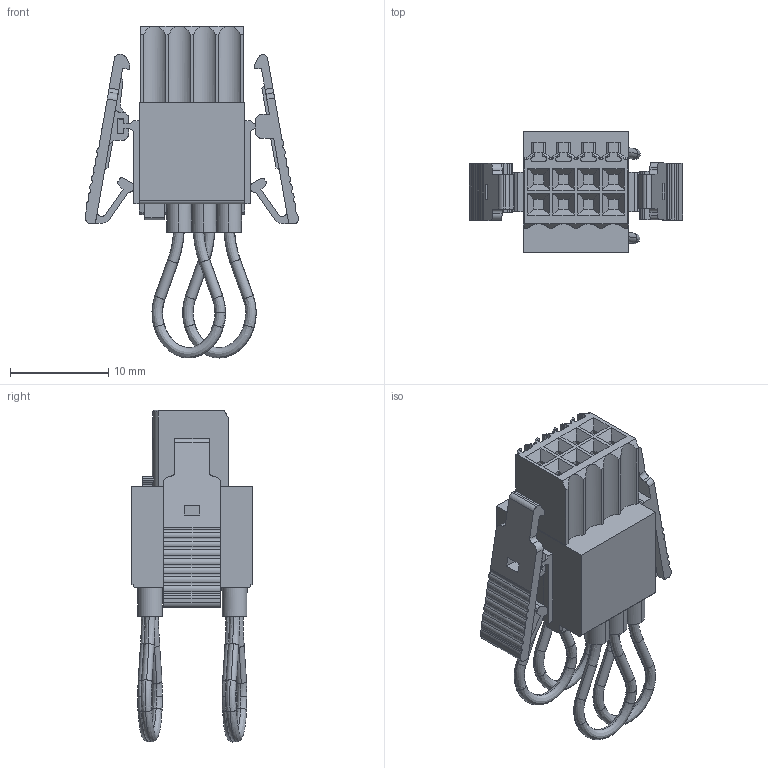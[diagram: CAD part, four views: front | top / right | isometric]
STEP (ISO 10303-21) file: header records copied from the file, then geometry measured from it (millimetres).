
FILE_DESCRIPTION (( 'STEP AP214' ), '1' );
FILE_NAME ('SV2-CN10-STO.STEP', '2020-11-11T16:17:53', ( '' ), ( '' ), 'SwSTEP 2.0', 'SolidWorks 2017', '' );
FILE_SCHEMA (( 'AUTOMOTIVE_DESIGN' ));
Length unit declared in the file: inch
Products named in the file (1): SV2-CN10-STO
Bounding box: 21.72 x 12.25 x 33.81 mm (x, y, z)
Volume: 2414.9 mm3; surface area: 2516.4 mm2
Topology: 1 solids, 1 shells, 703 faces, 1975 edges, 1291 vertices
Faces by surface type: plane 392, cylinder 228, bspline 74, cone 9
Entity records: 29112 total; most frequent: CARTESIAN_POINT 10566, ORIENTED_EDGE 3950, DIRECTION 3395, EDGE_CURVE 1975, VERTEX_POINT 1291, LINE 1231, VECTOR 1231, AXIS2_PLACEMENT_3D 1082
